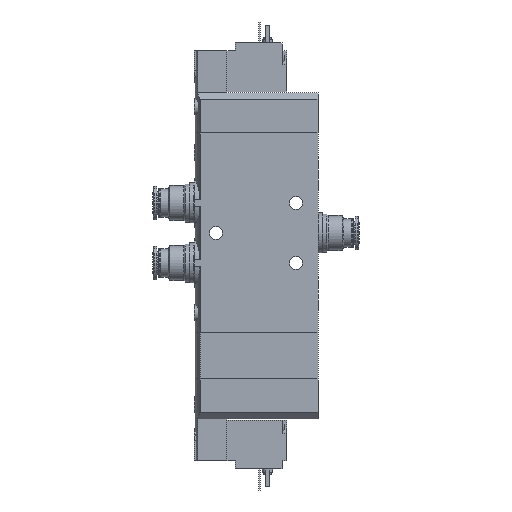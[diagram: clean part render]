
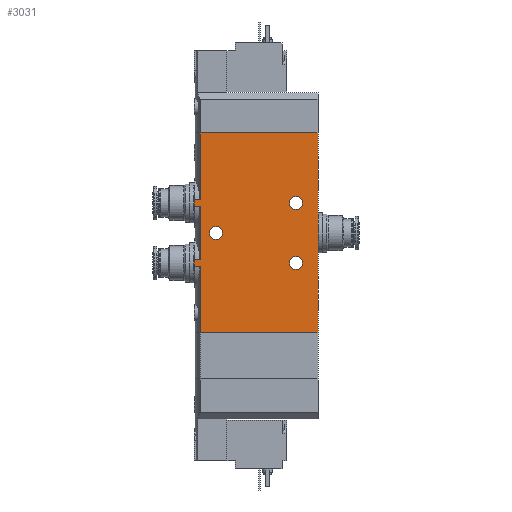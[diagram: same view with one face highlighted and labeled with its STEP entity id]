
A CAD part, left-side view. The second image highlights one B-rep face of the part: STEP entity #3031.
In plain terms, the highlighted face is planar.
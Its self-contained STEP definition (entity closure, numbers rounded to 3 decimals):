
#95=PLANE('',#3641);
#253=CIRCLE('',#3629,3.25);
#255=CIRCLE('',#3632,3.25);
#260=CIRCLE('',#3642,3.25);
#456=ORIENTED_EDGE('',*,*,#1239,.T.);
#457=ORIENTED_EDGE('',*,*,#1264,.T.);
#458=ORIENTED_EDGE('',*,*,#1255,.F.);
#459=ORIENTED_EDGE('',*,*,#1228,.T.);
#460=ORIENTED_EDGE('',*,*,#1241,.T.);
#461=ORIENTED_EDGE('',*,*,#1230,.T.);
#462=ORIENTED_EDGE('',*,*,#1259,.F.);
#463=ORIENTED_EDGE('',*,*,#1220,.T.);
#464=ORIENTED_EDGE('',*,*,#1244,.T.);
#465=ORIENTED_EDGE('',*,*,#1222,.T.);
#466=ORIENTED_EDGE('',*,*,#1251,.F.);
#467=ORIENTED_EDGE('',*,*,#1265,.F.);
#468=ORIENTED_EDGE('',*,*,#1249,.F.);
#469=ORIENTED_EDGE('',*,*,#1247,.F.);
#470=ORIENTED_EDGE('',*,*,#1266,.F.);
#1220=EDGE_CURVE('',#1635,#1634,#1930,.F.);
#1222=EDGE_CURVE('',#1636,#1637,#1931,.T.);
#1228=EDGE_CURVE('',#1643,#1642,#1934,.F.);
#1230=EDGE_CURVE('',#1644,#1645,#1935,.T.);
#1239=EDGE_CURVE('',#1654,#1653,#1939,.T.);
#1241=EDGE_CURVE('',#1642,#1644,#1941,.T.);
#1244=EDGE_CURVE('',#1634,#1636,#1943,.T.);
#1247=EDGE_CURVE('',#1657,#1657,#253,.F.);
#1249=EDGE_CURVE('',#1659,#1659,#255,.F.);
#1251=EDGE_CURVE('',#1661,#1637,#1945,.T.);
#1255=EDGE_CURVE('',#1643,#1664,#1947,.T.);
#1259=EDGE_CURVE('',#1635,#1645,#1949,.T.);
#1264=EDGE_CURVE('',#1653,#1664,#1953,.T.);
#1265=EDGE_CURVE('',#1654,#1661,#1954,.T.);
#1266=EDGE_CURVE('',#1668,#1668,#260,.F.);
#1634=VERTEX_POINT('',#4916);
#1635=VERTEX_POINT('',#4918);
#1636=VERTEX_POINT('',#4932);
#1637=VERTEX_POINT('',#4933);
#1642=VERTEX_POINT('',#4954);
#1643=VERTEX_POINT('',#4956);
#1644=VERTEX_POINT('',#4970);
#1645=VERTEX_POINT('',#4971);
#1653=VERTEX_POINT('',#4998);
#1654=VERTEX_POINT('',#5000);
#1657=VERTEX_POINT('',#5014);
#1659=VERTEX_POINT('',#5019);
#1661=VERTEX_POINT('',#5024);
#1664=VERTEX_POINT('',#5044);
#1668=VERTEX_POINT('',#5074);
#1930=LINE('',#4917,#2140);
#1931=LINE('',#4931,#2141);
#1934=LINE('',#4955,#2144);
#1935=LINE('',#4969,#2145);
#1939=LINE('',#4999,#2149);
#1941=LINE('',#5003,#2151);
#1943=LINE('',#5008,#2153);
#1945=LINE('',#5023,#2155);
#1947=LINE('',#5043,#2157);
#1949=LINE('',#5063,#2159);
#1953=LINE('',#5071,#2163);
#1954=LINE('',#5072,#2164);
#2140=VECTOR('',#3981,1000.);
#2141=VECTOR('',#3984,1000.);
#2144=VECTOR('',#3993,1000.);
#2145=VECTOR('',#3996,1000.);
#2149=VECTOR('',#4010,1000.);
#2151=VECTOR('',#4014,1000.);
#2153=VECTOR('',#4020,1000.);
#2155=VECTOR('',#4038,1000.);
#2157=VECTOR('',#4044,1000.);
#2159=VECTOR('',#4050,1000.);
#2163=VECTOR('',#4060,1000.);
#2164=VECTOR('',#4061,1000.);
#2374=EDGE_LOOP('',(#456,#457,#458,#459,#460,#461,#462,#463,#464,#465,#466,
#467));
#2375=EDGE_LOOP('',(#468));
#2376=EDGE_LOOP('',(#469));
#2377=EDGE_LOOP('',(#470));
#2671=FACE_BOUND('',#2374,.T.);
#2672=FACE_BOUND('',#2375,.T.);
#2673=FACE_BOUND('',#2376,.T.);
#2674=FACE_BOUND('',#2377,.T.);
#3031=ADVANCED_FACE('',(#2671,#2672,#2673,#2674),#95,.F.);
#3629=AXIS2_PLACEMENT_3D('',#5013,#4026,#4027);
#3632=AXIS2_PLACEMENT_3D('',#5018,#4032,#4033);
#3641=AXIS2_PLACEMENT_3D('',#5070,#4058,#4059);
#3642=AXIS2_PLACEMENT_3D('',#5073,#4062,#4063);
#3981=DIRECTION('',(0.,-1.,0.));
#3984=DIRECTION('',(0.,-1.,0.));
#3993=DIRECTION('',(0.,-1.,0.));
#3996=DIRECTION('',(0.,-1.,0.));
#4010=DIRECTION('',(-1.,0.,0.));
#4014=DIRECTION('',(1.,0.,0.));
#4020=DIRECTION('',(1.,0.,0.));
#4026=DIRECTION('',(0.,0.,1.));
#4027=DIRECTION('',(1.,0.,0.));
#4032=DIRECTION('',(0.,0.,1.));
#4033=DIRECTION('',(1.,0.,0.));
#4038=DIRECTION('',(-1.,0.,0.));
#4044=DIRECTION('',(-1.,0.,0.));
#4050=DIRECTION('',(-1.,0.,0.));
#4058=DIRECTION('',(0.,0.,1.));
#4059=DIRECTION('',(1.,0.,0.));
#4060=DIRECTION('',(0.,1.,0.));
#4061=DIRECTION('',(0.,1.,0.));
#4062=DIRECTION('',(0.,0.,1.));
#4063=DIRECTION('',(1.,0.,0.));
#4916=CARTESIAN_POINT('',(63.448,62.,-12.));
#4917=CARTESIAN_POINT('',(63.448,0.,-12.));
#4918=CARTESIAN_POINT('',(63.448,58.995,-12.));
#4931=CARTESIAN_POINT('',(66.552,0.,-12.));
#4932=CARTESIAN_POINT('',(66.552,62.,-12.));
#4933=CARTESIAN_POINT('',(66.552,58.995,-12.));
#4954=CARTESIAN_POINT('',(33.448,62.,-12.));
#4955=CARTESIAN_POINT('',(33.448,0.,-12.));
#4956=CARTESIAN_POINT('',(33.448,58.995,-12.));
#4969=CARTESIAN_POINT('',(36.552,0.,-12.));
#4970=CARTESIAN_POINT('',(36.552,62.,-12.));
#4971=CARTESIAN_POINT('',(36.552,58.995,-12.));
#4998=CARTESIAN_POINT('',(0.,0.,-12.));
#4999=CARTESIAN_POINT('',(100.,0.,-12.));
#5000=CARTESIAN_POINT('',(100.,0.,-12.));
#5003=CARTESIAN_POINT('',(35.,62.,-12.));
#5008=CARTESIAN_POINT('',(65.,62.,-12.));
#5013=CARTESIAN_POINT('',(35.,11.,-12.));
#5014=CARTESIAN_POINT('',(38.25,11.,-12.));
#5018=CARTESIAN_POINT('',(65.,11.,-12.));
#5019=CARTESIAN_POINT('',(68.25,11.,-12.));
#5023=CARTESIAN_POINT('',(100.,58.995,-12.));
#5024=CARTESIAN_POINT('',(100.,58.995,-12.));
#5043=CARTESIAN_POINT('',(100.,58.995,-12.));
#5044=CARTESIAN_POINT('',(0.,58.995,-12.));
#5063=CARTESIAN_POINT('',(100.,58.995,-12.));
#5070=CARTESIAN_POINT('',(100.,0.,-12.));
#5071=CARTESIAN_POINT('',(0.,0.,-12.));
#5072=CARTESIAN_POINT('',(100.,0.,-12.));
#5073=CARTESIAN_POINT('',(50.,51.,-12.));
#5074=CARTESIAN_POINT('',(53.25,51.,-12.));
